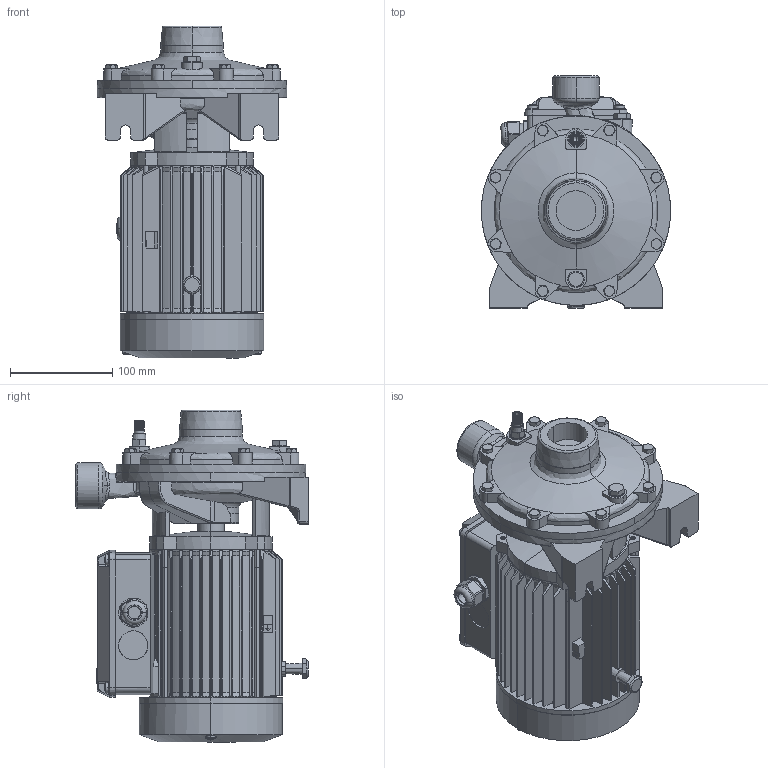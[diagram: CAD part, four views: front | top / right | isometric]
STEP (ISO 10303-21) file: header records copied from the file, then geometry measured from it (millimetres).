
FILE_DESCRIPTION (( 'STEP AP214' ), '1' );
FILE_NAME ('4_93_449_01_REV01.step', '2022-08-04T08:25:30', ( '' ), ( '' ), 'SwSTEP 2.0', 'SolidWorks 2020', '' );
FILE_SCHEMA (( 'AUTOMOTIVE_DESIGN' ));
Length unit declared in the file: millimetre
Products named in the file (2): Copia di 4_93_449_01_REV01^4_93_449_01_REV01; 4_93_449_01_REV01
Assembly tree (1 placements, depth 2):
  4_93_449_01_REV01
    Copia di 4_93_449_01_REV01^4_93_449_01_REV01
Bounding box: 185 x 227 x 324.5 mm (x, y, z)
Volume: 4632838.4 mm3; surface area: 469654.5 mm2
Topology: 8 solids, 8 shells, 2720 faces, 7438 edges, 4830 vertices
Faces by surface type: bspline 1200, plane 925, cylinder 334, cone 240, sphere 12, torus 9
Entity records: 158880 total; most frequent: CARTESIAN_POINT 97427, ORIENTED_EDGE 14866, DIRECTION 9018, EDGE_CURVE 7433, VERTEX_POINT 4832, LINE 4318, VECTOR 4318, EDGE_LOOP 2841
